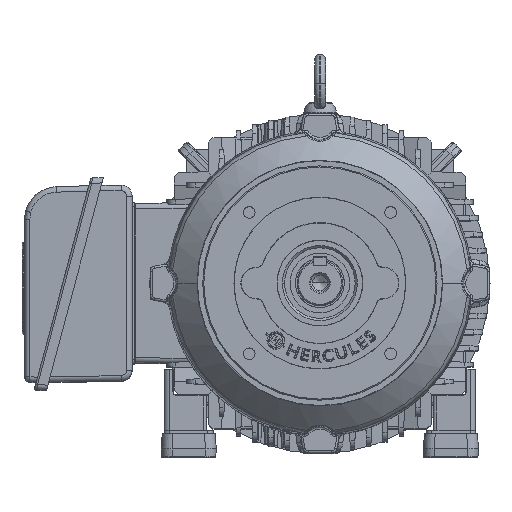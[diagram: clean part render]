
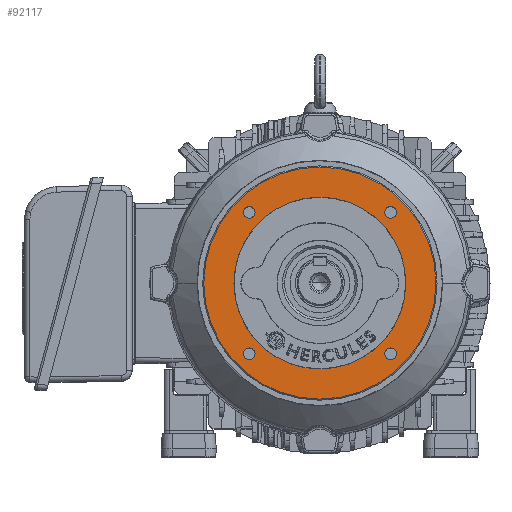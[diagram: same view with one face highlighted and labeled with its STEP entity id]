
A CAD part, top view. The second image highlights one B-rep face of the part: STEP entity #92117.
In plain terms, the highlighted face is planar.
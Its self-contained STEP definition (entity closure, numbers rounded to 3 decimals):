
#1377 = CARTESIAN_POINT ( 'NONE',  ( -11., 65.125, 70.483 ) ) ;
#3739 = VERTEX_POINT ( 'NONE', #14246 ) ;
#4892 = CIRCLE ( 'NONE', #79175, 5.358 ) ;
#6924 = VERTEX_POINT ( 'NONE', #31846 ) ;
#8227 = DIRECTION ( 'NONE',  ( 0., 0., -1. ) ) ;
#9278 = DIRECTION ( 'NONE',  ( -1., 0., 0. ) ) ;
#12111 = ORIENTED_EDGE ( 'NONE', *, *, #78107, .F. ) ;
#13090 = CIRCLE ( 'NONE', #51380, 79.172 ) ;
#14246 = CARTESIAN_POINT ( 'NONE',  ( -11., -65.125, -59.766 ) ) ;
#14415 = DIRECTION ( 'NONE',  ( 0., 0., 1. ) ) ;
#15866 = FACE_BOUND ( 'NONE', #17160, .T. ) ;
#16403 = DIRECTION ( 'NONE',  ( -1., 0., 0. ) ) ;
#16412 = ORIENTED_EDGE ( 'NONE', *, *, #50340, .F. ) ;
#16575 = CIRCLE ( 'NONE', #50570, 5.358 ) ;
#16700 = VERTEX_POINT ( 'NONE', #114490 ) ;
#16836 = CIRCLE ( 'NONE', #131547, 5.358 ) ;
#17160 = EDGE_LOOP ( 'NONE', ( #115681, #52793 ) ) ;
#18463 = CARTESIAN_POINT ( 'NONE',  ( -11., 65.125, 59.766 ) ) ;
#19353 = DIRECTION ( 'NONE',  ( 0., 0., 1. ) ) ;
#20055 = ORIENTED_EDGE ( 'NONE', *, *, #60857, .F. ) ;
#20216 = VERTEX_POINT ( 'NONE', #59865 ) ;
#22150 = CARTESIAN_POINT ( 'NONE',  ( -11., 0., 106.95 ) ) ;
#22264 = CARTESIAN_POINT ( 'NONE',  ( -11., 0., -79.172 ) ) ;
#24570 = ORIENTED_EDGE ( 'NONE', *, *, #61740, .F. ) ;
#25163 = FACE_BOUND ( 'NONE', #75600, .T. ) ;
#25349 = AXIS2_PLACEMENT_3D ( 'NONE', #91162, #123745, #41304 ) ;
#29096 = DIRECTION ( 'NONE',  ( -1., 0., 0. ) ) ;
#30005 = CARTESIAN_POINT ( 'NONE',  ( -11., 65.125, 65.125 ) ) ;
#30853 = AXIS2_PLACEMENT_3D ( 'NONE', #30005, #41305, #19353 ) ;
#31846 = CARTESIAN_POINT ( 'NONE',  ( -11., 65.125, -59.766 ) ) ;
#33015 = CIRCLE ( 'NONE', #71194, 5.358 ) ;
#36729 = CARTESIAN_POINT ( 'NONE',  ( -11., -65.125, 65.125 ) ) ;
#36833 = CARTESIAN_POINT ( 'NONE',  ( -11., -65.125, -70.483 ) ) ;
#38289 = EDGE_CURVE ( 'NONE', #43377, #61884, #46652, .T. ) ;
#38712 = DIRECTION ( 'NONE',  ( 0., 0., 1. ) ) ;
#39557 = CIRCLE ( 'NONE', #113897, 79.172 ) ;
#41180 = DIRECTION ( 'NONE',  ( 0., 0., 1. ) ) ;
#41304 = DIRECTION ( 'NONE',  ( 0., 0., 1. ) ) ;
#41305 = DIRECTION ( 'NONE',  ( -1., 0., 0. ) ) ;
#42345 = DIRECTION ( 'NONE',  ( 0., 0., 1. ) ) ;
#42555 = EDGE_CURVE ( 'NONE', #57558, #88030, #4892, .T. ) ;
#43377 = VERTEX_POINT ( 'NONE', #22150 ) ;
#43657 = CIRCLE ( 'NONE', #30853, 5.358 ) ;
#44379 = CARTESIAN_POINT ( 'NONE',  ( -11., 0., 0. ) ) ;
#44412 = ORIENTED_EDGE ( 'NONE', *, *, #42555, .F. ) ;
#45149 = FACE_BOUND ( 'NONE', #84045, .T. ) ;
#46652 = CIRCLE ( 'NONE', #25349, 106.95 ) ;
#46811 = EDGE_LOOP ( 'NONE', ( #12111, #116300 ) ) ;
#48935 = EDGE_CURVE ( 'NONE', #118197, #3739, #33015, .T. ) ;
#49007 = ORIENTED_EDGE ( 'NONE', *, *, #38289, .T. ) ;
#49841 = CARTESIAN_POINT ( 'NONE',  ( -11., -65.125, -65.125 ) ) ;
#50340 = EDGE_CURVE ( 'NONE', #113530, #85412, #39557, .T. ) ;
#50570 = AXIS2_PLACEMENT_3D ( 'NONE', #49841, #92989, #41180 ) ;
#50821 = CIRCLE ( 'NONE', #89047, 106.95 ) ;
#51380 = AXIS2_PLACEMENT_3D ( 'NONE', #75739, #127635, #126973 ) ;
#52793 = ORIENTED_EDGE ( 'NONE', *, *, #88181, .F. ) ;
#55211 = CIRCLE ( 'NONE', #129549, 5.358 ) ;
#56401 = ORIENTED_EDGE ( 'NONE', *, *, #87385, .F. ) ;
#56444 = FACE_BOUND ( 'NONE', #112172, .T. ) ;
#57083 = FACE_OUTER_BOUND ( 'NONE', #113471, .T. ) ;
#57146 = DIRECTION ( 'NONE',  ( -1., 0., 0. ) ) ;
#57558 = VERTEX_POINT ( 'NONE', #1377 ) ;
#57965 = EDGE_CURVE ( 'NONE', #61884, #43377, #50821, .T. ) ;
#58058 = ORIENTED_EDGE ( 'NONE', *, *, #57965, .T. ) ;
#59865 = CARTESIAN_POINT ( 'NONE',  ( -11., -65.125, 70.483 ) ) ;
#60857 = EDGE_CURVE ( 'NONE', #126096, #20216, #80975, .T. ) ;
#61740 = EDGE_CURVE ( 'NONE', #85412, #113530, #13090, .T. ) ;
#61884 = VERTEX_POINT ( 'NONE', #79643 ) ;
#67071 = FACE_BOUND ( 'NONE', #46811, .T. ) ;
#69664 = DIRECTION ( 'NONE',  ( 0., 0., 1. ) ) ;
#71194 = AXIS2_PLACEMENT_3D ( 'NONE', #89244, #129852, #38712 ) ;
#71624 = CARTESIAN_POINT ( 'NONE',  ( -11., 65.125, -65.125 ) ) ;
#75600 = EDGE_LOOP ( 'NONE', ( #24570, #16412 ) ) ;
#75739 = CARTESIAN_POINT ( 'NONE',  ( -11., 0., 0. ) ) ;
#77036 = PLANE ( 'NONE',  #77107 ) ;
#77107 = AXIS2_PLACEMENT_3D ( 'NONE', #117610, #107621, #97642 ) ;
#78107 = EDGE_CURVE ( 'NONE', #3739, #118197, #16575, .T. ) ;
#79175 = AXIS2_PLACEMENT_3D ( 'NONE', #109631, #57146, #130289 ) ;
#79643 = CARTESIAN_POINT ( 'NONE',  ( -11., 0., -106.95 ) ) ;
#80975 = CIRCLE ( 'NONE', #97960, 5.358 ) ;
#84045 = EDGE_LOOP ( 'NONE', ( #44412, #90764 ) ) ;
#85412 = VERTEX_POINT ( 'NONE', #92309 ) ;
#87385 = EDGE_CURVE ( 'NONE', #20216, #126096, #16836, .T. ) ;
#87570 = AXIS2_PLACEMENT_3D ( 'NONE', #71624, #102218, #42345 ) ;
#88030 = VERTEX_POINT ( 'NONE', #18463 ) ;
#88181 = EDGE_CURVE ( 'NONE', #16700, #6924, #55211, .T. ) ;
#89047 = AXIS2_PLACEMENT_3D ( 'NONE', #44379, #16403, #14415 ) ;
#89244 = CARTESIAN_POINT ( 'NONE',  ( -11., -65.125, -65.125 ) ) ;
#90764 = ORIENTED_EDGE ( 'NONE', *, *, #122987, .F. ) ;
#91162 = CARTESIAN_POINT ( 'NONE',  ( -11., 0., 0. ) ) ;
#92117 = ADVANCED_FACE ( 'NONE', ( #57083, #15866, #45149, #56444, #67071, #25163 ), #77036, .T. ) ;
#92309 = CARTESIAN_POINT ( 'NONE',  ( -11., 0., 79.172 ) ) ;
#92989 = DIRECTION ( 'NONE',  ( -1., 0., 0. ) ) ;
#96306 = DIRECTION ( 'NONE',  ( -1., 0., 0. ) ) ;
#97642 = DIRECTION ( 'NONE',  ( 0., 0., 1. ) ) ;
#97960 = AXIS2_PLACEMENT_3D ( 'NONE', #108255, #96306, #115606 ) ;
#98012 = DIRECTION ( 'NONE',  ( -1., 0., 0. ) ) ;
#102218 = DIRECTION ( 'NONE',  ( -1., 0., 0. ) ) ;
#107621 = DIRECTION ( 'NONE',  ( -1., 0., 0. ) ) ;
#108255 = CARTESIAN_POINT ( 'NONE',  ( -11., -65.125, 65.125 ) ) ;
#109631 = CARTESIAN_POINT ( 'NONE',  ( -11., 65.125, 65.125 ) ) ;
#112172 = EDGE_LOOP ( 'NONE', ( #56401, #20055 ) ) ;
#113471 = EDGE_LOOP ( 'NONE', ( #58058, #49007 ) ) ;
#113530 = VERTEX_POINT ( 'NONE', #22264 ) ;
#113897 = AXIS2_PLACEMENT_3D ( 'NONE', #127349, #98012, #8227 ) ;
#114490 = CARTESIAN_POINT ( 'NONE',  ( -11., 65.125, -70.483 ) ) ;
#115606 = DIRECTION ( 'NONE',  ( 0., 0., 1. ) ) ;
#115681 = ORIENTED_EDGE ( 'NONE', *, *, #116739, .F. ) ;
#116300 = ORIENTED_EDGE ( 'NONE', *, *, #48935, .F. ) ;
#116739 = EDGE_CURVE ( 'NONE', #6924, #16700, #123575, .T. ) ;
#117216 = DIRECTION ( 'NONE',  ( 0., 0., 1. ) ) ;
#117610 = CARTESIAN_POINT ( 'NONE',  ( -11., 107.95, 0. ) ) ;
#118197 = VERTEX_POINT ( 'NONE', #36833 ) ;
#120235 = CARTESIAN_POINT ( 'NONE',  ( -11., 65.125, -65.125 ) ) ;
#120370 = CARTESIAN_POINT ( 'NONE',  ( -11., -65.125, 59.766 ) ) ;
#122987 = EDGE_CURVE ( 'NONE', #88030, #57558, #43657, .T. ) ;
#123575 = CIRCLE ( 'NONE', #87570, 5.358 ) ;
#123745 = DIRECTION ( 'NONE',  ( -1., 0., 0. ) ) ;
#126096 = VERTEX_POINT ( 'NONE', #120370 ) ;
#126973 = DIRECTION ( 'NONE',  ( 0., 0., -1. ) ) ;
#127349 = CARTESIAN_POINT ( 'NONE',  ( -11., 0., 0. ) ) ;
#127635 = DIRECTION ( 'NONE',  ( -1., 0., 0. ) ) ;
#129549 = AXIS2_PLACEMENT_3D ( 'NONE', #120235, #29096, #69664 ) ;
#129852 = DIRECTION ( 'NONE',  ( -1., 0., 0. ) ) ;
#130289 = DIRECTION ( 'NONE',  ( 0., 0., 1. ) ) ;
#131547 = AXIS2_PLACEMENT_3D ( 'NONE', #36729, #9278, #117216 ) ;
